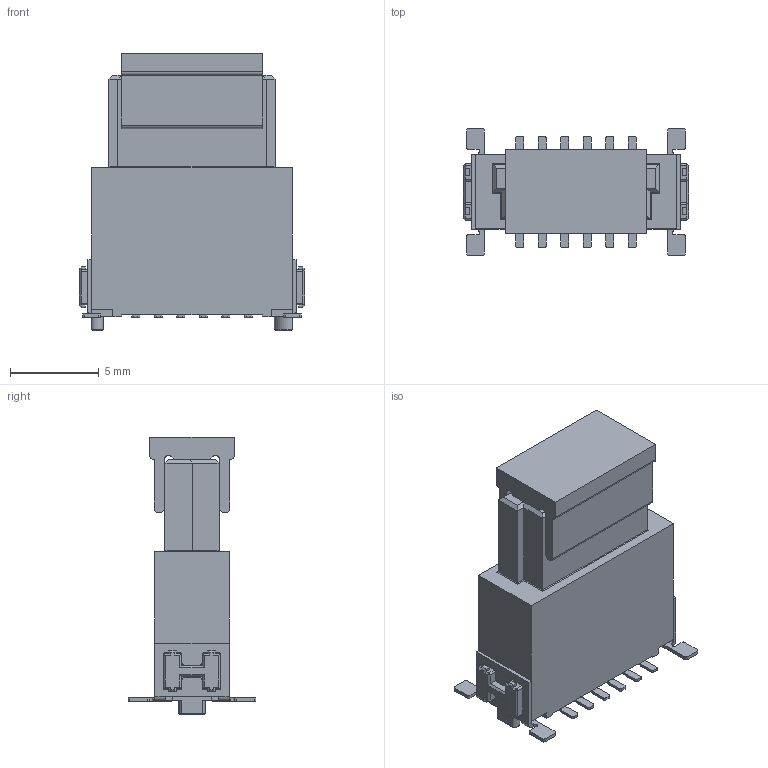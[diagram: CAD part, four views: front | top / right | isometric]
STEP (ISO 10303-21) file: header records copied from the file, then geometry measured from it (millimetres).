
FILE_DESCRIPTION((''),'2;1');
FILE_NAME('M55-6021242_ASM','2018-11-08T10:31:50',('rportlock'),(''),'CREO PARAMETRIC BY PTC INC, 2017380','CREO PARAMETRIC BY PTC INC, 2017380','');
FILE_SCHEMA(('CONFIG_CONTROL_DESIGN','SHAPE_APPEARANCE_LAYERS_GROUPS'));
Length unit declared in the file: millimetre
Products named in the file (5): M55-60212_MOULD; M55-602_CONTACT; M55-700_STRAP; M55-600_CAP; M55-6021242_ASM
Assembly tree (16 placements, depth 2):
  M55-6021242_ASM
    M55-60212_MOULD
    M55-602_CONTACT  x12
    M55-700_STRAP  x2
    M55-600_CAP
Bounding box: 12.7 x 7.2 x 15.65 mm (x, y, z)
Volume: 517.1 mm3; surface area: 2170.6 mm2
Topology: 16 solids, 16 shells, 2345 faces, 5784 edges, 3470 vertices
Faces by surface type: plane 889, cylinder 885, torus 336, bspline 120, sphere 96, cone 19
Entity records: 24800 total; most frequent: CARTESIAN_POINT 3573, ORIENTED_EDGE 3056, DIRECTION 3047, PRESENTATION_STYLE_ASSIGNMENT 1673, STYLED_ITEM 1532, CURVE_STYLE 1528, EDGE_CURVE 1528, VECTOR 1193
